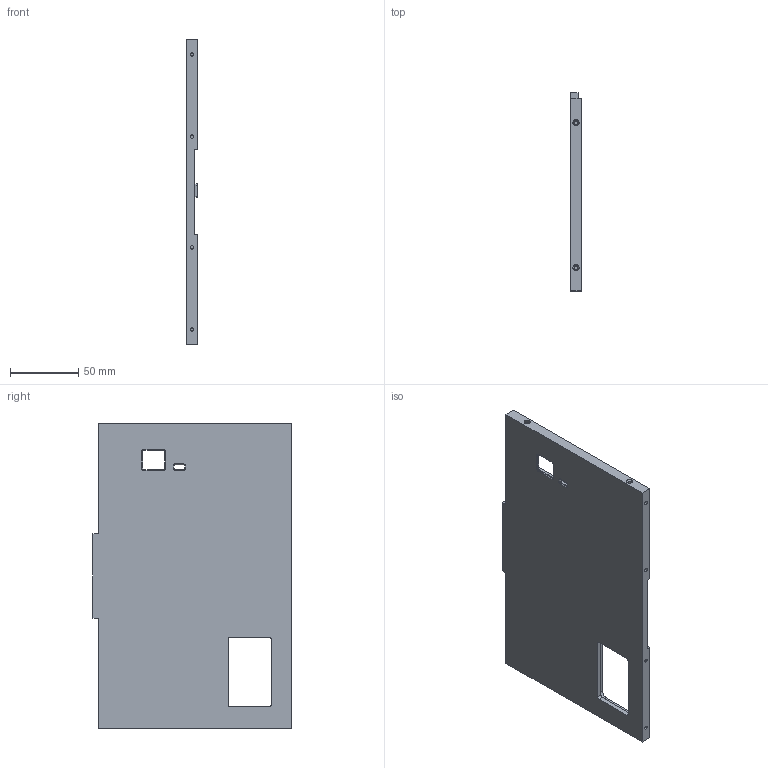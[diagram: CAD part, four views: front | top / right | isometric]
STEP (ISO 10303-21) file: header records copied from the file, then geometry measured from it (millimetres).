
FILE_DESCRIPTION(/* description */ (''),/* implementation_level */ '2;1');
FILE_NAME(/* name */ 'SL1 - 18 - Back.stp',/* time_stamp */ '2019-05-28T17:04:30+02:00',/* author */ ('Pepa'),/* organization */ (''),/* preprocessor_version */ 'ST-DEVELOPER v17',/* originating_system */ 'Autodesk Inventor 2019',/* authorisation */ '');
FILE_SCHEMA (('AUTOMOTIVE_DESIGN { 1 0 10303 214 3 1 1 }'));
Length unit declared in the file: millimetre
Products named in the file (1): SL1 - 18 - Back - 2768
Bounding box: 8 x 144.8 x 222.8 mm (x, y, z)
Volume: 209276.4 mm3; surface area: 70610.8 mm2
Topology: 1 solids, 1 shells, 146 faces, 325 edges, 210 vertices
Faces by surface type: plane 83, cylinder 51, cone 12
Full cylindrical faces by diameter (mm): 2.5 x17, 3.332 x4, 8 x2
Entity records: 4144 total; most frequent: DIRECTION 735, CARTESIAN_POINT 682, ORIENTED_EDGE 650, EDGE_CURVE 325, AXIS2_PLACEMENT_3D 263, VERTEX_POINT 210, LINE 209, VECTOR 209
